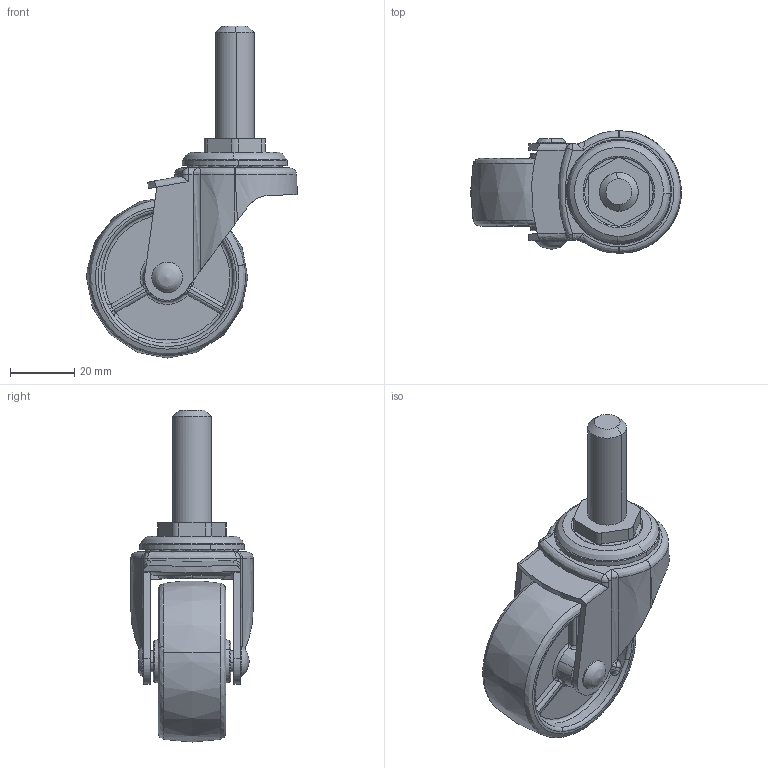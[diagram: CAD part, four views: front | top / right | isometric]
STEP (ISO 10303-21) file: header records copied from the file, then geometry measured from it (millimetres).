
FILE_DESCRIPTION((''),'2;1');
FILE_NAME('','2005-12-15T17:02:12',(''),(''),'','CADfix','');
FILE_SCHEMA(('AUTOMOTIVE_DESIGN'));
Length unit declared in the file: millimetre
Products named in the file (6): body; wheel; mounting plate; main shaft; axle; No_420_EA_N50_1_27440_36
Assembly tree (5 placements, depth 2):
  No_420_EA_N50_1_27440_36
    body
    wheel
    mounting plate
    main shaft
    axle
Bounding box: 65.4 x 38 x 103 mm (x, y, z)
Volume: 47648.9 mm3; surface area: 22995.3 mm2
Topology: 5 solids, 5 shells, 323 faces, 957 edges, 671 vertices
Faces by surface type: bspline 323
Entity records: 20276 total; most frequent: CARTESIAN_POINT 14857, ORIENTED_EDGE 1910, EDGE_CURVE 955, VERTEX_POINT 671, EDGE_LOOP 434, FACE_OUTER_BOUND 323, ADVANCED_FACE 323, QUASI_UNIFORM_CURVE 228
